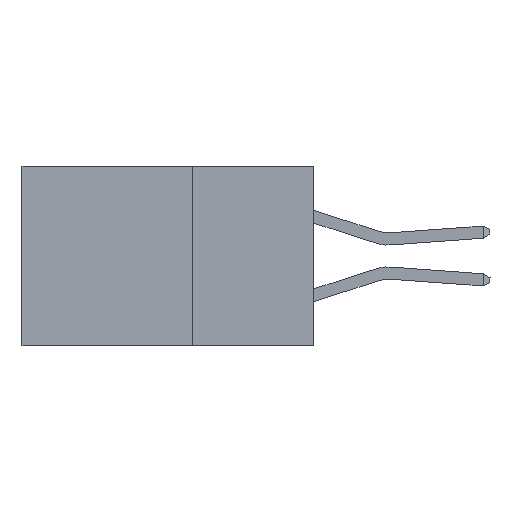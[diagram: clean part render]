
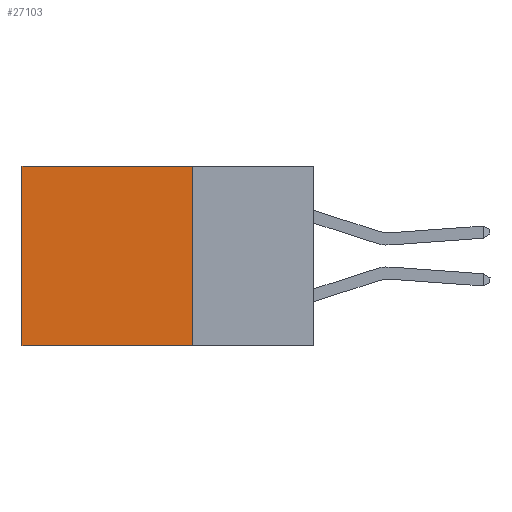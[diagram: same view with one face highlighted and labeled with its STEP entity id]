
A CAD part, left-side view. The second image highlights one B-rep face of the part: STEP entity #27103.
In plain terms, the highlighted planar face has unit normal (-1, 0, 0).
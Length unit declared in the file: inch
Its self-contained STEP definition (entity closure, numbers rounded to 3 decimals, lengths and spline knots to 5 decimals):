
#1294 = CARTESIAN_POINT ( 'NONE',  ( 0.2875, 0.6, 0. ) ) ;
#3893 = CARTESIAN_POINT ( 'NONE',  ( 0.2875, 0.25, 0. ) ) ;
#3983 = EDGE_CURVE ( 'NONE', #18527, #8615, #16876, .T. ) ;
#4067 = AXIS2_PLACEMENT_3D ( 'NONE', #3893, #5838, #28740 ) ;
#4807 = ORIENTED_EDGE ( 'NONE', *, *, #3983, .T. ) ;
#5048 = ORIENTED_EDGE ( 'NONE', *, *, #15628, .F. ) ;
#5689 = PLANE ( 'NONE',  #4067 ) ;
#5838 = DIRECTION ( 'NONE',  ( 1., 0., 0. ) ) ;
#6781 = ORIENTED_EDGE ( 'NONE', *, *, #10816, .T. ) ;
#8337 = VECTOR ( 'NONE', #24815, 39.37008 ) ;
#8536 = CARTESIAN_POINT ( 'NONE',  ( 0.2875, 0.25, 0. ) ) ;
#8615 = VERTEX_POINT ( 'NONE', #12391 ) ;
#9582 = ORIENTED_EDGE ( 'NONE', *, *, #11427, .F. ) ;
#10474 = LINE ( 'NONE', #8536, #11974 ) ;
#10816 = EDGE_CURVE ( 'NONE', #29133, #18527, #10474, .T. ) ;
#11179 = CARTESIAN_POINT ( 'NONE',  ( 0.2875, 0.25, -0.37 ) ) ;
#11427 = EDGE_CURVE ( 'NONE', #29133, #21229, #29453, .T. ) ;
#11974 = VECTOR ( 'NONE', #19628, 39.37008 ) ;
#12204 = CARTESIAN_POINT ( 'NONE',  ( 0.2875, 0.25, -0.37 ) ) ;
#12391 = CARTESIAN_POINT ( 'NONE',  ( 0.2875, 0.6, -0.37 ) ) ;
#12714 = FACE_OUTER_BOUND ( 'NONE', #14839, .T. ) ;
#13572 = CARTESIAN_POINT ( 'NONE',  ( 0.2875, 0.25, 0. ) ) ;
#14627 = CARTESIAN_POINT ( 'NONE',  ( 0.2875, 0.6, 0. ) ) ;
#14839 = EDGE_LOOP ( 'NONE', ( #4807, #5048, #9582, #6781 ) ) ;
#15628 = EDGE_CURVE ( 'NONE', #21229, #8615, #27213, .T. ) ;
#16876 = LINE ( 'NONE', #1294, #17043 ) ;
#17043 = VECTOR ( 'NONE', #23895, 39.37008 ) ;
#18527 = VERTEX_POINT ( 'NONE', #14627 ) ;
#19628 = DIRECTION ( 'NONE',  ( 0., 1., 0. ) ) ;
#21229 = VERTEX_POINT ( 'NONE', #12204 ) ;
#22329 = CARTESIAN_POINT ( 'NONE',  ( 0.2875, 0.25, 0. ) ) ;
#22702 = DIRECTION ( 'NONE',  ( 0., 0., -1. ) ) ;
#23895 = DIRECTION ( 'NONE',  ( 0., 0., -1. ) ) ;
#24815 = DIRECTION ( 'NONE',  ( 0., 1., 0. ) ) ;
#27103 = ADVANCED_FACE ( 'NONE', ( #12714 ), #5689, .F. ) ;
#27213 = LINE ( 'NONE', #11179, #8337 ) ;
#27788 = VECTOR ( 'NONE', #22702, 39.37008 ) ;
#28740 = DIRECTION ( 'NONE',  ( 0., 0., -1. ) ) ;
#29133 = VERTEX_POINT ( 'NONE', #22329 ) ;
#29453 = LINE ( 'NONE', #13572, #27788 ) ;
